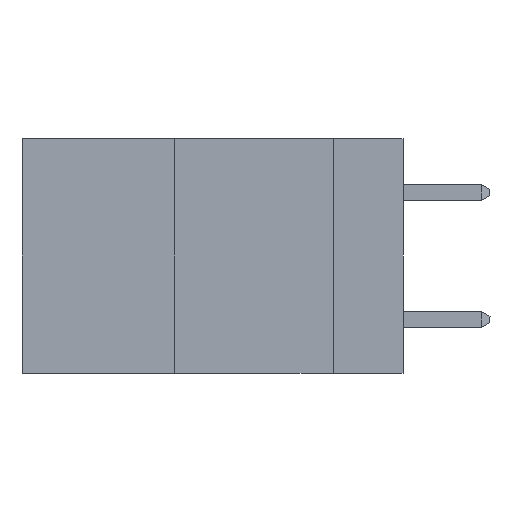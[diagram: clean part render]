
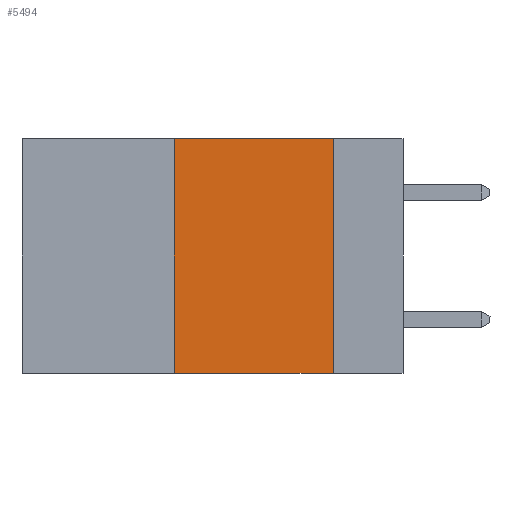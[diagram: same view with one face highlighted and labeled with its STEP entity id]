
A CAD part, left-side view. The second image highlights one B-rep face of the part: STEP entity #5494.
In plain terms, the highlighted planar face has unit normal (-1, 0, 0).
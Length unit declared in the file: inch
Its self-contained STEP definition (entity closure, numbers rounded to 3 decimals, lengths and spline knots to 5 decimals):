
#60 = CARTESIAN_POINT ( 'NONE',  ( 0., 0.6, 0. ) ) ;
#223 = CARTESIAN_POINT ( 'NONE',  ( 0., 0.6, 0. ) ) ;
#292 = VECTOR ( 'NONE', #744, 39.37008 ) ;
#744 = DIRECTION ( 'NONE',  ( 0., -1., 0. ) ) ;
#854 = EDGE_CURVE ( 'NONE', #8161, #2981, #8799, .T. ) ;
#1541 = VERTEX_POINT ( 'NONE', #3541 ) ;
#1890 = VECTOR ( 'NONE', #2215, 39.37008 ) ;
#1979 = EDGE_LOOP ( 'NONE', ( #6711, #5678, #3806, #2603 ) ) ;
#2215 = DIRECTION ( 'NONE',  ( 0., -1., 0. ) ) ;
#2427 = PLANE ( 'NONE',  #6254 ) ;
#2603 = ORIENTED_EDGE ( 'NONE', *, *, #7031, .T. ) ;
#2981 = VERTEX_POINT ( 'NONE', #4880 ) ;
#3207 = DIRECTION ( 'NONE',  ( 1., 0., 0. ) ) ;
#3356 = CARTESIAN_POINT ( 'NONE',  ( 0., 0.11, 0. ) ) ;
#3541 = CARTESIAN_POINT ( 'NONE',  ( 0., 0.11, -0.37 ) ) ;
#3648 = VECTOR ( 'NONE', #7140, 39.37008 ) ;
#3806 = ORIENTED_EDGE ( 'NONE', *, *, #5521, .F. ) ;
#4611 = FACE_OUTER_BOUND ( 'NONE', #1979, .T. ) ;
#4880 = CARTESIAN_POINT ( 'NONE',  ( 0., 0.11, 0. ) ) ;
#5232 = EDGE_CURVE ( 'NONE', #2981, #1541, #9392, .T. ) ;
#5275 = DIRECTION ( 'NONE',  ( 0., 0., -1. ) ) ;
#5494 = ADVANCED_FACE ( 'NONE', ( #4611 ), #2427, .F. ) ;
#5521 = EDGE_CURVE ( 'NONE', #9386, #8161, #6085, .T. ) ;
#5678 = ORIENTED_EDGE ( 'NONE', *, *, #854, .F. ) ;
#5844 = CARTESIAN_POINT ( 'NONE',  ( 0., 0.36, 0. ) ) ;
#6085 = LINE ( 'NONE', #6130, #8090 ) ;
#6130 = CARTESIAN_POINT ( 'NONE',  ( 0., 0.36, 0. ) ) ;
#6254 = AXIS2_PLACEMENT_3D ( 'NONE', #223, #3207, #5275 ) ;
#6711 = ORIENTED_EDGE ( 'NONE', *, *, #5232, .F. ) ;
#7031 = EDGE_CURVE ( 'NONE', #9386, #1541, #7949, .T. ) ;
#7140 = DIRECTION ( 'NONE',  ( 0., 0., -1. ) ) ;
#7674 = CARTESIAN_POINT ( 'NONE',  ( 0., 0.36, -0.37 ) ) ;
#7949 = LINE ( 'NONE', #8043, #292 ) ;
#8043 = CARTESIAN_POINT ( 'NONE',  ( 0., 0.6, -0.37 ) ) ;
#8090 = VECTOR ( 'NONE', #9007, 39.37008 ) ;
#8161 = VERTEX_POINT ( 'NONE', #5844 ) ;
#8799 = LINE ( 'NONE', #60, #1890 ) ;
#9007 = DIRECTION ( 'NONE',  ( 0., 0., 1. ) ) ;
#9386 = VERTEX_POINT ( 'NONE', #7674 ) ;
#9392 = LINE ( 'NONE', #3356, #3648 ) ;
